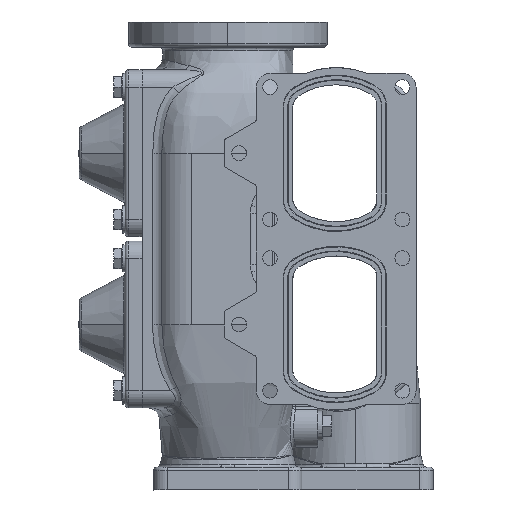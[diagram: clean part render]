
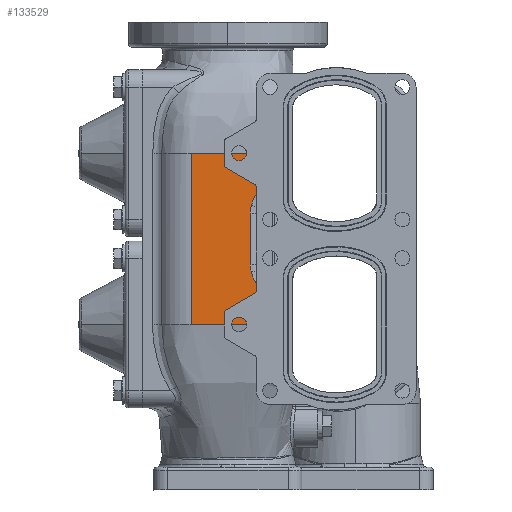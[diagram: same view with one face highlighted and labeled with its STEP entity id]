
A CAD part, left-side view. The second image highlights one B-rep face of the part: STEP entity #133529.
In plain terms, the highlighted planar face has unit normal (-1, 0, 0).
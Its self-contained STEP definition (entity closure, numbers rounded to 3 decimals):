
#15767 = B_SPLINE_CURVE_WITH_KNOTS ( 'NONE', 3,
 ( #32141, #32145, #32146, #32147, #32148, #32149 ),
 .UNSPECIFIED., .F., .F.,
 ( 4, 2, 4 ),
 ( 0., 0.003, 0.007 ),
 .UNSPECIFIED. ) ;
#15769 = B_SPLINE_CURVE_WITH_KNOTS ( 'NONE', 3,
 ( #32156, #32168, #32169, #32170, #32171, #32172 ),
 .UNSPECIFIED., .F., .F.,
 ( 4, 2, 4 ),
 ( 0., 0.003, 0.007 ),
 .UNSPECIFIED. ) ;
#16273 = B_SPLINE_CURVE_WITH_KNOTS ( 'NONE', 3,
 ( #93753, #93772, #93774, #93776 ),
 .UNSPECIFIED., .F., .F.,
 ( 4, 4 ),
 ( 0., 1. ),
 .UNSPECIFIED. ) ;
#27071 = LINE ( 'NONE', #32151, #27098 ) ;
#27086 = LINE ( 'NONE', #122298, #27095 ) ;
#27095 = VECTOR ( 'NONE', #122301, 1000. ) ;
#27098 = VECTOR ( 'NONE', #32152, 1000. ) ;
#27103 = VECTOR ( 'NONE', #32144, 1000. ) ;
#27109 = LINE ( 'NONE', #122407, #27103 ) ;
#32141 = CARTESIAN_POINT ( 'NONE',  ( -90., 36.336, -29.365 ) ) ;
#32144 = DIRECTION ( 'NONE',  ( 0., 0., -1. ) ) ;
#32145 = CARTESIAN_POINT ( 'NONE',  ( -90., 36.662, -28.265 ) ) ;
#32146 = CARTESIAN_POINT ( 'NONE',  ( -90., 36.884, -27.151 ) ) ;
#32147 = CARTESIAN_POINT ( 'NONE',  ( -90., 37.177, -24.902 ) ) ;
#32148 = CARTESIAN_POINT ( 'NONE',  ( -90., 37.247, -23.767 ) ) ;
#32149 = CARTESIAN_POINT ( 'NONE',  ( -90., 37.247, -22.623 ) ) ;
#32151 = CARTESIAN_POINT ( 'NONE',  ( -90., 37.247, 75. ) ) ;
#32152 = DIRECTION ( 'NONE',  ( 0., 0., 1. ) ) ;
#32156 = CARTESIAN_POINT ( 'NONE',  ( -90., 37.247, 22.623 ) ) ;
#32166 = CARTESIAN_POINT ( 'NONE',  ( -89.999, 89., 75. ) ) ;
#32168 = CARTESIAN_POINT ( 'NONE',  ( -90., 37.247, 23.767 ) ) ;
#32169 = CARTESIAN_POINT ( 'NONE',  ( -90., 37.177, 24.902 ) ) ;
#32170 = CARTESIAN_POINT ( 'NONE',  ( -90., 36.884, 27.151 ) ) ;
#32171 = CARTESIAN_POINT ( 'NONE',  ( -90., 36.662, 28.265 ) ) ;
#32172 = CARTESIAN_POINT ( 'NONE',  ( -90., 36.336, 29.365 ) ) ;
#32174 = CARTESIAN_POINT ( 'NONE',  ( -90., 88.96, 75. ) ) ;
#32175 = CARTESIAN_POINT ( 'NONE',  ( -90., 88.919, 75. ) ) ;
#32176 = CARTESIAN_POINT ( 'NONE',  ( -90., 87.48, 75. ) ) ;
#32177 = CARTESIAN_POINT ( 'NONE',  ( -90., 85.2, 75. ) ) ;
#32178 = CARTESIAN_POINT ( 'NONE',  ( -90., 82.16, 75. ) ) ;
#32179 = CARTESIAN_POINT ( 'NONE',  ( -90., 68.48, 75. ) ) ;
#32180 = CARTESIAN_POINT ( 'NONE',  ( -90., 54.61, 75. ) ) ;
#32181 = CARTESIAN_POINT ( 'NONE',  ( -90., 40.55, 75. ) ) ;
#32182 = CARTESIAN_POINT ( 'NONE',  ( -90., 37.7, 75. ) ) ;
#32183 = CARTESIAN_POINT ( 'NONE',  ( -90., 34.85, 75. ) ) ;
#32184 = CARTESIAN_POINT ( 'NONE',  ( -90., 32.95, 75. ) ) ;
#32185 = CARTESIAN_POINT ( 'NONE',  ( -90., 32.081, 75. ) ) ;
#32186 = CARTESIAN_POINT ( 'NONE',  ( -90., 32.04, 75. ) ) ;
#32187 = CARTESIAN_POINT ( 'NONE',  ( -90., 32., 75. ) ) ;
#47820 = CARTESIAN_POINT ( 'NONE',  ( -90., 32., -39.432 ) ) ;
#48963 = CARTESIAN_POINT ( 'NONE',  ( -90., 37.247, -22.623 ) ) ;
#48973 = CARTESIAN_POINT ( 'NONE',  ( -90., 36.336, -29.365 ) ) ;
#49099 = CARTESIAN_POINT ( 'NONE',  ( -90., 37.247, 22.623 ) ) ;
#49106 = CARTESIAN_POINT ( 'NONE',  ( -89.999, 89., 75. ) ) ;
#49719 = CARTESIAN_POINT ( 'NONE',  ( -90., 32., 39.432 ) ) ;
#49770 = CARTESIAN_POINT ( 'NONE',  ( -90., 36.336, 29.365 ) ) ;
#49817 = CARTESIAN_POINT ( 'NONE',  ( -90., 32., 75. ) ) ;
#59145 = CARTESIAN_POINT ( 'NONE',  ( -90., 89., 75. ) ) ;
#59187 = PLANE ( 'NONE',  #107638 ) ;
#59208 = DIRECTION ( 'NONE',  ( 1., 0., 0. ) ) ;
#59211 = DIRECTION ( 'NONE',  ( 0., 1., 0. ) ) ;
#63734 = ORIENTED_EDGE ( 'NONE', *, *, #165744, .T. ) ;
#63735 = ORIENTED_EDGE ( 'NONE', *, *, #74119, .T. ) ;
#63736 = ORIENTED_EDGE ( 'NONE', *, *, #74161, .F. ) ;
#63737 = ORIENTED_EDGE ( 'NONE', *, *, #165747, .F. ) ;
#63738 = ORIENTED_EDGE ( 'NONE', *, *, #165734, .T. ) ;
#63739 = ORIENTED_EDGE ( 'NONE', *, *, #200758, .T. ) ;
#63740 = ORIENTED_EDGE ( 'NONE', *, *, #165723, .F. ) ;
#63741 = ORIENTED_EDGE ( 'NONE', *, *, #165722, .T. ) ;
#63742 = ORIENTED_EDGE ( 'NONE', *, *, #165737, .T. ) ;
#63743 = ORIENTED_EDGE ( 'NONE', *, *, #165739, .T. ) ;
#67382 = FACE_OUTER_BOUND ( 'NONE', #145688, .T. ) ;
#74119 = EDGE_CURVE ( 'NONE', #150816, #150805, #84612, .T. ) ;
#74161 = EDGE_CURVE ( 'NONE', #150828, #150805, #123327, .T. ) ;
#79579 = VERTEX_POINT ( 'NONE', #108892 ) ;
#84612 =( BOUNDED_CURVE ( )  B_SPLINE_CURVE ( 3, ( #136081, #136086, #136087, #136088 ),
 .UNSPECIFIED., .F., .T. ) 
 B_SPLINE_CURVE_WITH_KNOTS ( ( 4, 4 ),
 ( 2.285, 2.656 ),
 .UNSPECIFIED. ) 
 CURVE ( )  GEOMETRIC_REPRESENTATION_ITEM ( )  RATIONAL_B_SPLINE_CURVE ( ( 1., 0.989, 0.989, 1. ) ) 
 REPRESENTATION_ITEM ( '' )  );
#84623 = CARTESIAN_POINT ( 'NONE',  ( -89.999, 89., -75. ) ) ;
#93753 = CARTESIAN_POINT ( 'NONE',  ( -89.999, 89., -75. ) ) ;
#93772 = CARTESIAN_POINT ( 'NONE',  ( -90., 70., -75. ) ) ;
#93774 = CARTESIAN_POINT ( 'NONE',  ( -90., 51., -75. ) ) ;
#93776 = CARTESIAN_POINT ( 'NONE',  ( -90., 32., -75. ) ) ;
#107638 = AXIS2_PLACEMENT_3D ( 'NONE', #59145, #59208, #59211 ) ;
#108892 = CARTESIAN_POINT ( 'NONE',  ( -90., 32., -75. ) ) ;
#122261 = CARTESIAN_POINT ( 'NONE',  ( -90., 32., -39.432 ) ) ;
#122278 = CARTESIAN_POINT ( 'NONE',  ( -90., 33.651, -36.885 ) ) ;
#122281 = CARTESIAN_POINT ( 'NONE',  ( -90., 35.113, -33.49 ) ) ;
#122284 = CARTESIAN_POINT ( 'NONE',  ( -90., 36.336, -29.365 ) ) ;
#122298 = CARTESIAN_POINT ( 'NONE',  ( -90., 32., 75. ) ) ;
#122301 = DIRECTION ( 'NONE',  ( 0., 0., -1. ) ) ;
#122407 = CARTESIAN_POINT ( 'NONE',  ( -90., 89., 75. ) ) ;
#123293 = VECTOR ( 'NONE', #136278, 1000. ) ;
#123327 = LINE ( 'NONE', #136266, #123293 ) ;
#133529 = ADVANCED_FACE ( 'NONE', ( #67382 ), #59187, .F. ) ;
#136081 = CARTESIAN_POINT ( 'NONE',  ( -90., 36.336, 29.365 ) ) ;
#136086 = CARTESIAN_POINT ( 'NONE',  ( -90., 35.113, 33.49 ) ) ;
#136087 = CARTESIAN_POINT ( 'NONE',  ( -90., 33.651, 36.885 ) ) ;
#136088 = CARTESIAN_POINT ( 'NONE',  ( -90., 32., 39.432 ) ) ;
#136266 = CARTESIAN_POINT ( 'NONE',  ( -90., 32., 75. ) ) ;
#136278 = DIRECTION ( 'NONE',  ( 0., 0., -1. ) ) ;
#145688 = EDGE_LOOP ( 'NONE', ( #63734, #63735, #63736, #63737, #63738, #63739, #63740, #63741, #63742, #63743 ) ) ;
#150329 = VERTEX_POINT ( 'NONE', #47820 ) ;
#150599 = VERTEX_POINT ( 'NONE', #48963 ) ;
#150606 = VERTEX_POINT ( 'NONE', #48973 ) ;
#150640 = VERTEX_POINT ( 'NONE', #49106 ) ;
#150644 = VERTEX_POINT ( 'NONE', #49099 ) ;
#150805 = VERTEX_POINT ( 'NONE', #49719 ) ;
#150816 = VERTEX_POINT ( 'NONE', #49770 ) ;
#150828 = VERTEX_POINT ( 'NONE', #49817 ) ;
#165722 = EDGE_CURVE ( 'NONE', #150329, #150606, #171164, .T. ) ;
#165723 = EDGE_CURVE ( 'NONE', #150329, #79579, #27086, .T. ) ;
#165734 = EDGE_CURVE ( 'NONE', #150640, #167648, #27109, .T. ) ;
#165737 = EDGE_CURVE ( 'NONE', #150606, #150599, #15767, .T. ) ;
#165739 = EDGE_CURVE ( 'NONE', #150599, #150644, #27071, .T. ) ;
#165744 = EDGE_CURVE ( 'NONE', #150644, #150816, #15769, .T. ) ;
#165747 = EDGE_CURVE ( 'NONE', #150640, #150828, #171212, .T. ) ;
#167648 = VERTEX_POINT ( 'NONE', #84623 ) ;
#171164 =( BOUNDED_CURVE ( )  B_SPLINE_CURVE ( 3, ( #122261, #122278, #122281, #122284 ),
 .UNSPECIFIED., .F., .T. ) 
 B_SPLINE_CURVE_WITH_KNOTS ( ( 4, 4 ),
 ( 0.486, 0.857 ),
 .UNSPECIFIED. ) 
 CURVE ( )  GEOMETRIC_REPRESENTATION_ITEM ( )  RATIONAL_B_SPLINE_CURVE ( ( 1., 0.989, 0.989, 1. ) ) 
 REPRESENTATION_ITEM ( '' )  );
#171212 =( BOUNDED_CURVE ( )  B_SPLINE_CURVE ( 3, ( #32166, #32174, #32175, #32176, #32177, #32178, #32179, #32180, #32181, #32182, #32183, #32184, #32185, #32186, #32187 ),
 .UNSPECIFIED., .F., .T. ) 
 B_SPLINE_CURVE_WITH_KNOTS ( ( 4, 2, 1, 1, 1, 1, 1, 1, 1, 2, 4 ),
 ( 0.222, 0.222, 0.231, 0.236, 0.24, 0.311, 0.317, 0.322, 0.328, 0.333, 0.334 ),
 .UNSPECIFIED. ) 
 CURVE ( )  GEOMETRIC_REPRESENTATION_ITEM ( )  RATIONAL_B_SPLINE_CURVE ( ( 0.993, 0.994, 0.994, 1., 1., 1., 1., 1., 1., 1., 1., 1., 0.994, 0.993, 0.993 ) ) 
 REPRESENTATION_ITEM ( '' )  );
#200758 = EDGE_CURVE ( 'NONE', #167648, #79579, #16273, .T. ) ;
